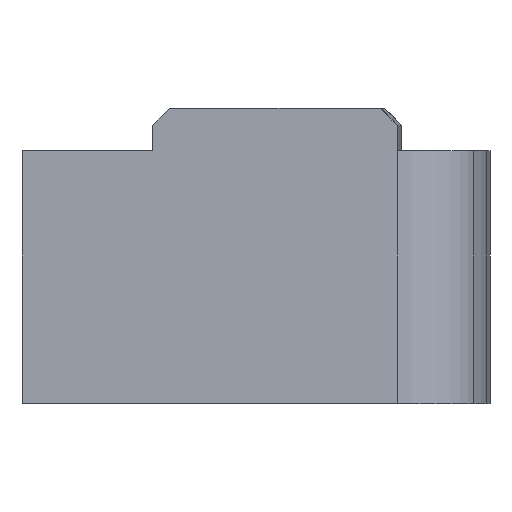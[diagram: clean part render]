
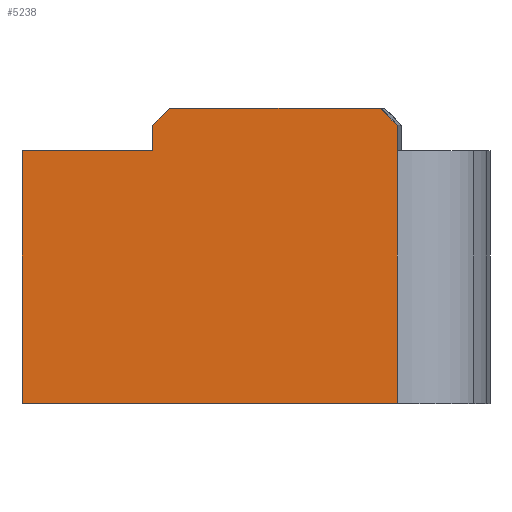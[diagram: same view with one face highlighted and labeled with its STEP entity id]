
A CAD part, front view. The second image highlights one B-rep face of the part: STEP entity #5238.
In plain terms, the highlighted planar face has unit normal (-0.002, -1, 0).
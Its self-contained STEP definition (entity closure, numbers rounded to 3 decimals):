
#322=FACE_OUTER_BOUND('',#650,.T.);
#650=EDGE_LOOP('',(#3442,#3443,#3444,#3445,#3446,#3447,#3448,#3449,#3450));
#993=LINE('',#7081,#1580);
#1002=LINE('',#7102,#1589);
#1003=LINE('',#7105,#1590);
#1004=LINE('',#7107,#1591);
#1005=LINE('',#7109,#1592);
#1006=LINE('',#7111,#1593);
#1007=LINE('',#7113,#1594);
#1008=LINE('',#7115,#1595);
#1009=LINE('',#7116,#1596);
#1580=VECTOR('',#5896,10.);
#1589=VECTOR('',#5911,10.);
#1590=VECTOR('',#5914,10.);
#1591=VECTOR('',#5915,10.);
#1592=VECTOR('',#5916,10.);
#1593=VECTOR('',#5917,10.);
#1594=VECTOR('',#5918,10.);
#1595=VECTOR('',#5919,10.);
#1596=VECTOR('',#5920,10.);
#2166=VERTEX_POINT('',#7078);
#2167=VERTEX_POINT('',#7080);
#2176=VERTEX_POINT('',#7100);
#2177=VERTEX_POINT('',#7104);
#2178=VERTEX_POINT('',#7106);
#2179=VERTEX_POINT('',#7108);
#2180=VERTEX_POINT('',#7110);
#2181=VERTEX_POINT('',#7112);
#2182=VERTEX_POINT('',#7114);
#2636=EDGE_CURVE('',#2167,#2166,#993,.T.);
#2647=EDGE_CURVE('',#2166,#2176,#1002,.T.);
#2648=EDGE_CURVE('',#2177,#2176,#1003,.T.);
#2649=EDGE_CURVE('',#2177,#2178,#1004,.T.);
#2650=EDGE_CURVE('',#2178,#2179,#1005,.T.);
#2651=EDGE_CURVE('',#2180,#2179,#1006,.T.);
#2652=EDGE_CURVE('',#2181,#2180,#1007,.T.);
#2653=EDGE_CURVE('',#2182,#2181,#1008,.T.);
#2654=EDGE_CURVE('',#2167,#2182,#1009,.T.);
#3442=ORIENTED_EDGE('',*,*,#2647,.T.);
#3443=ORIENTED_EDGE('',*,*,#2648,.F.);
#3444=ORIENTED_EDGE('',*,*,#2649,.T.);
#3445=ORIENTED_EDGE('',*,*,#2650,.T.);
#3446=ORIENTED_EDGE('',*,*,#2651,.F.);
#3447=ORIENTED_EDGE('',*,*,#2652,.F.);
#3448=ORIENTED_EDGE('',*,*,#2653,.F.);
#3449=ORIENTED_EDGE('',*,*,#2654,.F.);
#3450=ORIENTED_EDGE('',*,*,#2636,.T.);
#5002=PLANE('',#5591);
#5238=ADVANCED_FACE('',(#322),#5002,.T.);
#5591=AXIS2_PLACEMENT_3D('',#7103,#5912,#5913);
#5896=DIRECTION('',(-1.,0.002,0.));
#5911=DIRECTION('',(0.,0.,-1.));
#5912=DIRECTION('center_axis',(-0.002,-1.,
0.));
#5913=DIRECTION('ref_axis',(1.,-0.002,0.));
#5914=DIRECTION('',(-1.,0.002,0.));
#5915=DIRECTION('',(0.,0.,1.));
#5916=DIRECTION('',(0.,0.,1.));
#5917=DIRECTION('',(0.707,-0.001,-0.707));
#5918=DIRECTION('',(1.,-0.002,0.));
#5919=DIRECTION('',(0.707,-0.001,0.707));
#5920=DIRECTION('',(0.,0.,1.));
#7078=CARTESIAN_POINT('',(28.821,-29.045,6.));
#7080=CARTESIAN_POINT('',(31.921,-29.05,6.));
#7081=CARTESIAN_POINT('',(15.948,-29.021,6.));
#7100=CARTESIAN_POINT('',(28.821,-29.045,0.));
#7102=CARTESIAN_POINT('',(28.821,-29.045,3.));
#7103=CARTESIAN_POINT('Origin',(31.921,-29.05,6.));
#7104=CARTESIAN_POINT('',(37.721,-29.061,0.));
#7105=CARTESIAN_POINT('',(15.948,-29.021,0.));
#7106=CARTESIAN_POINT('',(37.721,-29.061,6.));
#7107=CARTESIAN_POINT('',(37.721,-29.061,0.));
#7108=CARTESIAN_POINT('',(37.721,-29.061,6.6));
#7109=CARTESIAN_POINT('',(37.721,-29.061,6.));
#7110=CARTESIAN_POINT('',(37.321,-29.06,7.));
#7111=CARTESIAN_POINT('',(36.321,-29.058,8.));
#7112=CARTESIAN_POINT('',(32.321,-29.051,7.));
#7113=CARTESIAN_POINT('',(31.921,-29.05,7.));
#7114=CARTESIAN_POINT('',(31.921,-29.05,6.6));
#7115=CARTESIAN_POINT('',(31.871,-29.05,6.55));
#7116=CARTESIAN_POINT('',(31.921,-29.05,6.));
